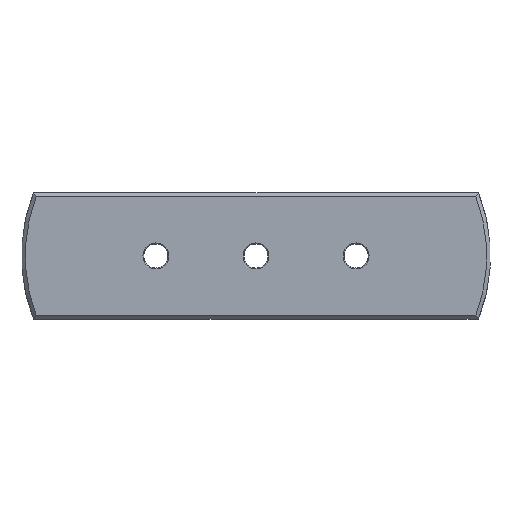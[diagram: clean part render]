
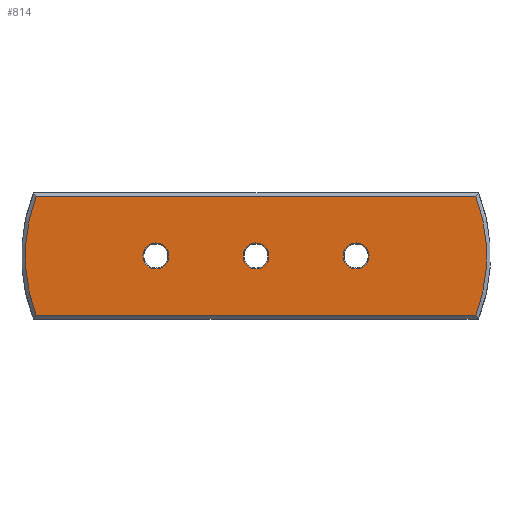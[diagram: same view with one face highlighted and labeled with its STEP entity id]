
A CAD part, top view. The second image highlights one B-rep face of the part: STEP entity #814.
In plain terms, the highlighted planar face has unit normal (0, 0, 1).
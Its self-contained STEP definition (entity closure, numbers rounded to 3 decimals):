
#480=VERTEX_POINT('NONE',#1182);
#512=EDGE_CURVE('NONE',#530,#742,#1216,.T.);
#530=VERTEX_POINT('NONE',#1234);
#542=EDGE_CURVE('NONE',#742,#790,#1247,.T.);
#546=EDGE_CURVE('NONE',#874,#902,#1251,.T.);
#558=EDGE_CURVE('NONE',#878,#768,#1266,.T.);
#580=EDGE_CURVE('NONE',#902,#874,#1292,.T.);
#584=EDGE_CURVE('NONE',#768,#878,#1296,.T.);
#624=EDGE_CURVE('NONE',#688,#530,#1338,.T.);
#688=VERTEX_POINT('NONE',#1416);
#742=VERTEX_POINT('NONE',#1476);
#750=VERTEX_POINT('NONE',#1485);
#768=VERTEX_POINT('NONE',#1504);
#790=VERTEX_POINT('NONE',#1530);
#812=EDGE_CURVE('NONE',#480,#750,#1552,.T.);
#814=ADVANCED_FACE('NONE',(#1554,#1555,#1556,#1557),#1558,.F.);
#818=EDGE_CURVE('NONE',#790,#688,#1562,.T.);
#874=VERTEX_POINT('NONE',#1628);
#878=VERTEX_POINT('NONE',#1633);
#902=VERTEX_POINT('NONE',#1657);
#998=EDGE_CURVE('NONE',#750,#480,#1763,.T.);
#1182=CARTESIAN_POINT('',(-54.0,7.0,0.0));
#1216=LINE('',#2104,#2105);
#1234=CARTESIAN_POINT('',(118.584,32.0,0.0));
#1247=CIRCLE('',#2147,89.5);
#1251=CIRCLE('',#2154,7.0);
#1266=CIRCLE('',#2181,7.0);
#1292=CIRCLE('',#2211,7.0);
#1296=CIRCLE('',#2216,7.0);
#1338=CIRCLE('',#2314,89.5);
#1416=CARTESIAN_POINT('',(118.584,-32.0,0.0));
#1476=CARTESIAN_POINT('',(-118.584,32.0,0.0));
#1485=CARTESIAN_POINT('',(-54.0,-7.0,0.0));
#1504=CARTESIAN_POINT('',(0.,-7.0,0.0));
#1530=CARTESIAN_POINT('',(-118.584,-32.0,0.0));
#1552=CIRCLE('',#2630,7.0);
#1554=FACE_OUTER_BOUND('',#2632,.T.);
#1555=FACE_BOUND('',#2633,.T.);
#1556=FACE_BOUND('',#2634,.T.);
#1557=FACE_BOUND('',#2635,.T.);
#1558=PLANE('',#2636);
#1562=LINE('',#2643,#2644);
#1628=CARTESIAN_POINT('',(54.0,7.,0.0));
#1633=CARTESIAN_POINT('',(0.0,7.0,0.0));
#1657=CARTESIAN_POINT('',(54.0,-7.,0.0));
#1763=CIRCLE('',#3001,7.0);
#2104=CARTESIAN_POINT('',(126.5,32.0,0.0));
#2105=VECTOR('',#3253,1000.0);
#2147=AXIS2_PLACEMENT_3D('',#3277,#3278,#3279);
#2154=AXIS2_PLACEMENT_3D('',#3281,#3282,#3283);
#2181=AXIS2_PLACEMENT_3D('',#3308,#3309,#3310);
#2211=AXIS2_PLACEMENT_3D('',#3347,#3348,#3349);
#2216=AXIS2_PLACEMENT_3D('',#3350,#3351,#3352);
#2314=AXIS2_PLACEMENT_3D('',#3387,#3388,#3389);
#2630=AXIS2_PLACEMENT_3D('',#3642,#3643,#3644);
#2632=EDGE_LOOP('',(#3646,#3647,#3648,#3649));
#2633=EDGE_LOOP('',(#3650,#3651));
#2634=EDGE_LOOP('',(#3652,#3653));
#2635=EDGE_LOOP('',(#3654,#3655));
#2636=AXIS2_PLACEMENT_3D('',#3656,#3657,#3658);
#2643=CARTESIAN_POINT('',(119.949,-32.0,0.0));
#2644=VECTOR('',#3660,1000.0);
#3001=AXIS2_PLACEMENT_3D('',#3881,#3882,#3883);
#3253=DIRECTION('',(-1.0,0.0,0.0));
#3277=CARTESIAN_POINT('',(-35.0,0.0,0.0));
#3278=DIRECTION('',(0.0,0.0,1.0));
#3279=DIRECTION('',(0.,-1.0,-0.0));
#3281=CARTESIAN_POINT('',(54.0,0.,0.0));
#3282=DIRECTION('',(0.0,0.0,-1.0));
#3283=DIRECTION('',(0.0,-1.0,0.0));
#3308=CARTESIAN_POINT('',(0.0,0.0,0.0));
#3309=DIRECTION('',(0.0,0.0,-1.0));
#3310=DIRECTION('',(0.0,-1.0,0.0));
#3347=CARTESIAN_POINT('',(54.0,0.,0.0));
#3348=DIRECTION('',(0.0,0.0,-1.0));
#3349=DIRECTION('',(0.0,-1.0,0.0));
#3350=CARTESIAN_POINT('',(0.0,0.0,0.0));
#3351=DIRECTION('',(0.0,0.0,-1.0));
#3352=DIRECTION('',(0.0,-1.0,0.0));
#3387=CARTESIAN_POINT('',(35.0,0.0,0.0));
#3388=DIRECTION('',(-0.0,0.0,1.0));
#3389=DIRECTION('',(0.0,-1.0,0.0));
#3642=CARTESIAN_POINT('',(-54.0,0.0,0.0));
#3643=DIRECTION('',(0.0,0.0,-1.0));
#3644=DIRECTION('',(0.0,-1.0,0.0));
#3646=ORIENTED_EDGE('',*,*,#818,.T.);
#3647=ORIENTED_EDGE('',*,*,#624,.T.);
#3648=ORIENTED_EDGE('',*,*,#512,.T.);
#3649=ORIENTED_EDGE('',*,*,#542,.T.);
#3650=ORIENTED_EDGE('',*,*,#812,.T.);
#3651=ORIENTED_EDGE('',*,*,#998,.T.);
#3652=ORIENTED_EDGE('',*,*,#546,.T.);
#3653=ORIENTED_EDGE('',*,*,#580,.T.);
#3654=ORIENTED_EDGE('',*,*,#558,.T.);
#3655=ORIENTED_EDGE('',*,*,#584,.T.);
#3656=CARTESIAN_POINT('',(126.5,34.0,0.0));
#3657=DIRECTION('',(0.0,0.0,-1.0));
#3658=DIRECTION('',(-1.0,0.0,0.0));
#3660=DIRECTION('',(1.0,0.0,0.0));
#3881=CARTESIAN_POINT('',(-54.0,0.0,0.0));
#3882=DIRECTION('',(0.0,0.0,-1.0));
#3883=DIRECTION('',(0.0,-1.0,0.0));
